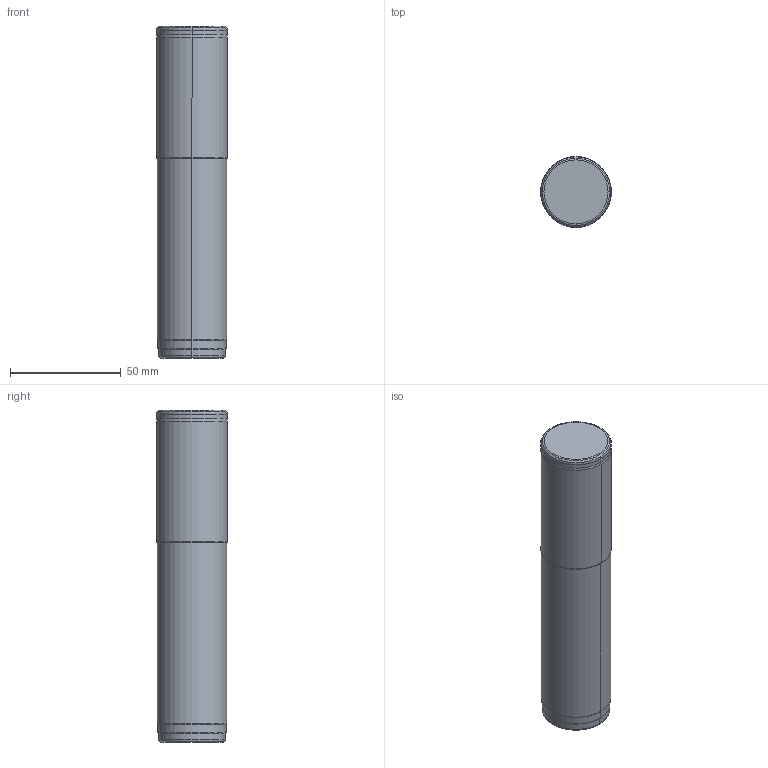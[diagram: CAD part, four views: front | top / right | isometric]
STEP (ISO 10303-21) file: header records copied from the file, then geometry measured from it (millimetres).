
FILE_DESCRIPTION((''),'2;1');
FILE_NAME('606928636-000-00-E43','2018-04-23T',('schellenbef'),(''),'PRO/ENGINEER BY PARAMETRIC TECHNOLOGY CORPORATION, 2011220','PRO/ENGINEER BY PARAMETRIC TECHNOLOGY CORPORATION, 2011220','');
FILE_SCHEMA(('AUTOMOTIVE_DESIGN_CC2 { 1 2 10303 214 -1 1 5 2 }'));
Length unit declared in the file: millimetre
Products named in the file (1): 606928636-000-00-E43
Bounding box: 32 x 32 x 150 mm (x, y, z)
Volume: 101826.9 mm3; surface area: 19522.1 mm2
Topology: 1 solids, 1 shells, 39 faces, 79 edges, 48 vertices
Faces by surface type: torus 16, cone 10, cylinder 8, plane 5
Entity records: 1331 total; most frequent: DIRECTION 221, CARTESIAN_POINT 163, ORIENTED_EDGE 152, AXIS2_PLACEMENT_3D 100, PRESENTATION_STYLE_ASSIGNMENT 83, STYLED_ITEM 83, CURVE_STYLE 82, EDGE_CURVE 76
